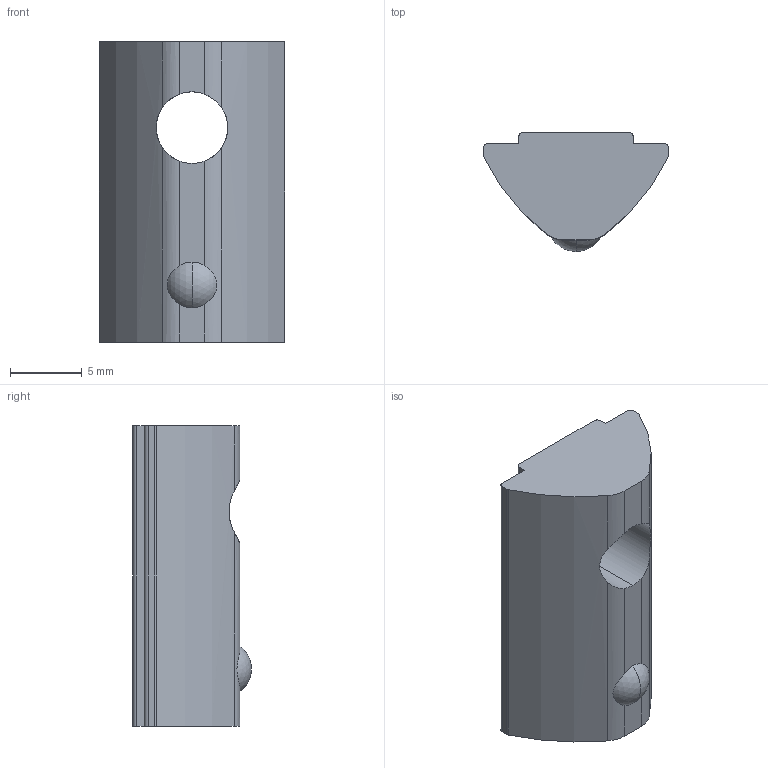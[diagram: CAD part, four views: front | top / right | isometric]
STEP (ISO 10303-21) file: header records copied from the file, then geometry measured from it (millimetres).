
FILE_DESCRIPTION (( 'STEP AP203' ), '1' );
FILE_NAME ('ALF-SNM6-13_8.step', '2024-08-09T12:46:36', ( '' ), ( '' ), 'SwSTEP 2.0', 'SolidWorks 2022', '' );
FILE_SCHEMA (( 'CONFIG_CONTROL_DESIGN' ));
Length unit declared in the file: millimetre
Products named in the file (1): ALF-SNM6-13_8
Bounding box: 13 x 8.3 x 21 mm (x, y, z)
Volume: 1306.7 mm3; surface area: 927.6 mm2
Topology: 1 solids, 1 shells, 30 faces, 86 edges, 57 vertices
Faces by surface type: cylinder 14, plane 12, sphere 2, cone 2
Entity records: 1137 total; most frequent: CARTESIAN_POINT 250, DIRECTION 174, ORIENTED_EDGE 172, EDGE_CURVE 86, AXIS2_PLACEMENT_3D 65, VERTEX_POINT 57, LINE 44, VECTOR 44
